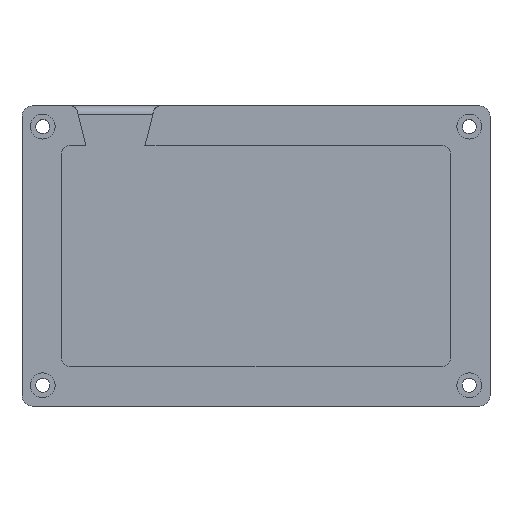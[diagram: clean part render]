
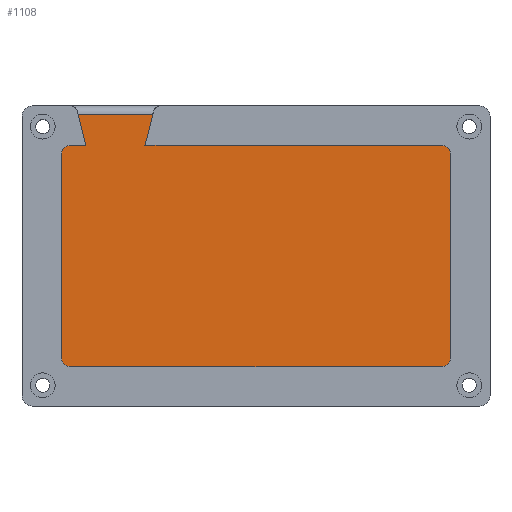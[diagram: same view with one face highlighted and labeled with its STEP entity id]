
A CAD part, top view. The second image highlights one B-rep face of the part: STEP entity #1108.
In plain terms, the highlighted planar face has unit normal (0, 0, 1).
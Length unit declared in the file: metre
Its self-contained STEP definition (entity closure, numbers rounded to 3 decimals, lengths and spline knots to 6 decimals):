
#14=LINE('',#1715,#101);
#19=LINE('',#1731,#106);
#58=LINE('',#1817,#145);
#67=LINE('',#1859,#154);
#69=LINE('',#1863,#156);
#73=LINE('',#1871,#160);
#86=LINE('',#1910,#173);
#88=LINE('',#1919,#175);
#101=VECTOR('',#1363,1.);
#106=VECTOR('',#1374,1.);
#145=VECTOR('',#1431,1.);
#154=VECTOR('',#1472,1.);
#156=VECTOR('',#1476,1.);
#160=VECTOR('',#1482,1.);
#173=VECTOR('',#1519,1.);
#175=VECTOR('',#1533,1.);
#220=PLANE('',#1263);
#364=ORIENTED_EDGE('',*,*,#549,.T.);
#365=ORIENTED_EDGE('',*,*,#640,.T.);
#366=ORIENTED_EDGE('',*,*,#542,.T.);
#367=ORIENTED_EDGE('',*,*,#588,.T.);
#368=ORIENTED_EDGE('',*,*,#641,.T.);
#369=ORIENTED_EDGE('',*,*,#634,.T.);
#370=ORIENTED_EDGE('',*,*,#642,.T.);
#371=ORIENTED_EDGE('',*,*,#617,.F.);
#372=ORIENTED_EDGE('',*,*,#643,.T.);
#373=ORIENTED_EDGE('',*,*,#613,.F.);
#374=ORIENTED_EDGE('',*,*,#644,.T.);
#375=ORIENTED_EDGE('',*,*,#611,.T.);
#542=EDGE_CURVE('',#695,#696,#14,.T.);
#549=EDGE_CURVE('',#703,#702,#19,.F.);
#588=EDGE_CURVE('',#696,#741,#58,.T.);
#611=EDGE_CURVE('',#758,#703,#67,.T.);
#613=EDGE_CURVE('',#759,#760,#69,.T.);
#617=EDGE_CURVE('',#761,#762,#73,.T.);
#634=EDGE_CURVE('',#776,#775,#86,.T.);
#640=EDGE_CURVE('',#702,#695,#88,.F.);
#641=EDGE_CURVE('',#741,#776,#827,.T.);
#642=EDGE_CURVE('',#775,#762,#828,.T.);
#643=EDGE_CURVE('',#761,#760,#829,.T.);
#644=EDGE_CURVE('',#759,#758,#830,.T.);
#695=VERTEX_POINT('',#1716);
#696=VERTEX_POINT('',#1717);
#702=VERTEX_POINT('',#1730);
#703=VERTEX_POINT('',#1732);
#741=VERTEX_POINT('',#1818);
#758=VERTEX_POINT('',#1860);
#759=VERTEX_POINT('',#1864);
#760=VERTEX_POINT('',#1865);
#761=VERTEX_POINT('',#1870);
#762=VERTEX_POINT('',#1872);
#775=VERTEX_POINT('',#1909);
#776=VERTEX_POINT('',#1911);
#827=CIRCLE('',#1264,0.002281);
#828=CIRCLE('',#1265,0.002281);
#829=CIRCLE('',#1266,0.002281);
#830=CIRCLE('',#1267,0.002281);
#907=EDGE_LOOP('',(#364,#365,#366,#367,#368,#369,#370,#371,#372,#373,#374,
#375));
#1000=FACE_BOUND('',#907,.T.);
#1108=ADVANCED_FACE('',(#1000),#220,.T.);
#1263=AXIS2_PLACEMENT_3D('',#1918,#1531,#1532);
#1264=AXIS2_PLACEMENT_3D('',#1920,#1534,#1535);
#1265=AXIS2_PLACEMENT_3D('',#1921,#1536,#1537);
#1266=AXIS2_PLACEMENT_3D('',#1922,#1538,#1539);
#1267=AXIS2_PLACEMENT_3D('',#1923,#1540,#1541);
#1363=DIRECTION('',(0.243,-0.97,0.));
#1374=DIRECTION('',(-0.243,-0.97,0.));
#1431=DIRECTION('',(-1.,0.,0.));
#1472=DIRECTION('',(-1.,0.,0.));
#1476=DIRECTION('',(0.,-1.,0.));
#1482=DIRECTION('',(-1.,0.,0.));
#1519=DIRECTION('',(0.,-1.,0.));
#1531=DIRECTION('',(0.,0.,1.));
#1532=DIRECTION('',(1.,0.,0.));
#1533=DIRECTION('',(1.,0.,0.));
#1534=DIRECTION('',(0.,0.,1.));
#1535=DIRECTION('',(1.,0.,0.));
#1536=DIRECTION('',(0.,0.,1.));
#1537=DIRECTION('',(1.,0.,0.));
#1538=DIRECTION('',(0.,0.,1.));
#1539=DIRECTION('',(1.,0.,0.));
#1540=DIRECTION('',(0.,0.,1.));
#1541=DIRECTION('',(1.,0.,0.));
#1715=CARTESIAN_POINT('',(-0.043397,0.036194,0.003));
#1716=CARTESIAN_POINT('',(-0.042897,0.034194,0.003));
#1717=CARTESIAN_POINT('',(-0.041022,0.026694,0.003));
#1730=CARTESIAN_POINT('',(-0.024897,0.034194,0.003));
#1731=CARTESIAN_POINT('',(-0.029397,0.016194,0.003));
#1732=CARTESIAN_POINT('',(-0.026772,0.026694,0.003));
#1817=CARTESIAN_POINT('',(0.,0.026694,0.003));
#1818=CARTESIAN_POINT('',(-0.044653,0.026694,0.003));
#1859=CARTESIAN_POINT('',(0.,0.026694,0.003));
#1860=CARTESIAN_POINT('',(0.044653,0.026694,0.003));
#1863=CARTESIAN_POINT('',(0.046935,0.,0.003));
#1864=CARTESIAN_POINT('',(0.046935,0.024413,0.003));
#1865=CARTESIAN_POINT('',(0.046935,-0.024413,0.003));
#1870=CARTESIAN_POINT('',(0.044653,-0.026694,0.003));
#1871=CARTESIAN_POINT('',(0.,-0.026694,0.003));
#1872=CARTESIAN_POINT('',(-0.044653,-0.026694,0.003));
#1909=CARTESIAN_POINT('',(-0.046935,-0.024413,0.003));
#1910=CARTESIAN_POINT('',(-0.046935,0.,0.003));
#1911=CARTESIAN_POINT('',(-0.046935,0.024413,0.003));
#1918=CARTESIAN_POINT('',(0.,0.,0.003));
#1919=CARTESIAN_POINT('',(-0.044958,0.034194,0.003));
#1920=CARTESIAN_POINT('',(-0.044653,0.024413,0.003));
#1921=CARTESIAN_POINT('',(-0.044653,-0.024413,0.003));
#1922=CARTESIAN_POINT('',(0.044653,-0.024413,0.003));
#1923=CARTESIAN_POINT('',(0.044653,0.024413,0.003));
